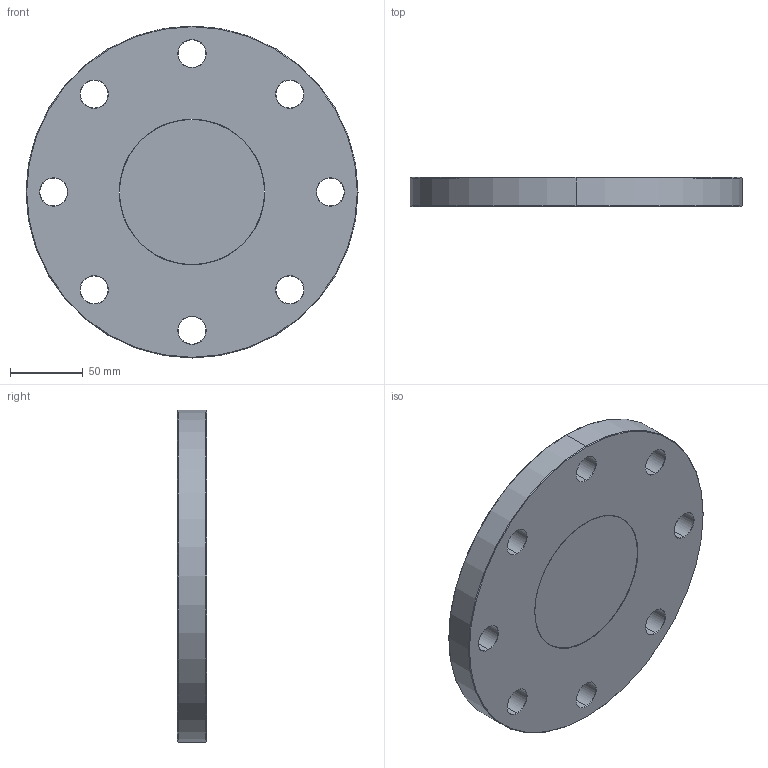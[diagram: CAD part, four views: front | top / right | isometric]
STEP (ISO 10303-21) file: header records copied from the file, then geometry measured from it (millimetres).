
FILE_DESCRIPTION (( 'STEP AP203' ), '1' );
FILE_NAME ('772E24021.STEP', '2022-11-11T01:29:43', ( '' ), ( '' ), 'SwSTEP 2.0', 'SolidWorks 2012', '' );
FILE_SCHEMA (( 'CONFIG_CONTROL_DESIGN' ));
Products named in the file (1): 772E24021
Bounding box: 228.6 x 20 x 228.6 mm (x, y, z)
Volume: 773642.3 mm3; surface area: 113432.9 mm2
Topology: 2 solids, 2 shells, 640 faces, 1672 edges, 1102 vertices
Faces by surface type: plane 326, bspline 254, cone 36, cylinder 22, torus 2
Entity records: 31989 total; most frequent: CARTESIAN_POINT 17813, ORIENTED_EDGE 3344, DIRECTION 2022, EDGE_CURVE 1672, VERTEX_POINT 1102, LINE 1080, VECTOR 1080, EDGE_LOOP 724
